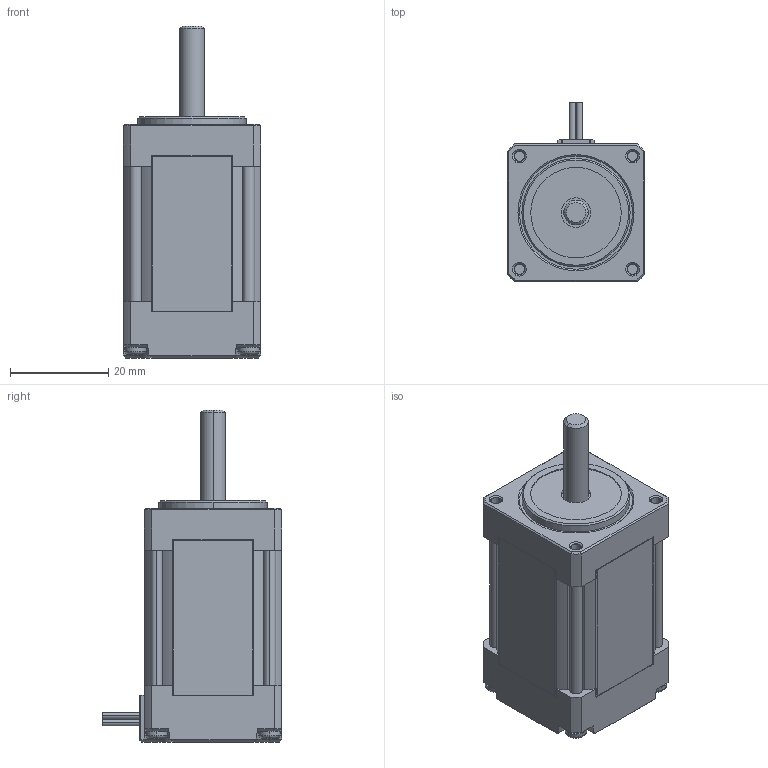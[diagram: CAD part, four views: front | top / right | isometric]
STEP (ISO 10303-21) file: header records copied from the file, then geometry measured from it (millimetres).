
FILE_DESCRIPTION(('Creo Elements/Direct Modeling STEP Export'),'2;1');
FILE_NAME('TS3641N302.stp','2014-07-05T15:02:44',(''),(''),'Creo Elements/Direct Modeling STEP processor for AP203 (Solid Model)','Creo Elements/Direct Modeling 17.0F 20-Aug-2012 (C) Parametric Technology GmbH','');
FILE_SCHEMA(('CONFIG_CONTROL_DESIGN'));
Length unit declared in the file: millimetre
Products named in the file (1): Skin_Group1
Bounding box: 28 x 36.55 x 67.5 mm (x, y, z)
Surface area: 8541.4 mm2 (no closed solid volume)
Topology: 0 solids, 1 shells, 371 faces, 1052 edges, 650 vertices
Faces by surface type: plane 170, cylinder 142, cone 43, sphere 8, torus 8
Entity records: 15318 total; most frequent: CARTESIAN_POINT 2878, ORIENTED_EDGE 2012, DIRECTION 1951, EDGE_CURVE 1052, AXIS2_PLACEMENT_3D 723, VERTEX_POINT 650, VECTOR 505, LINE 505
